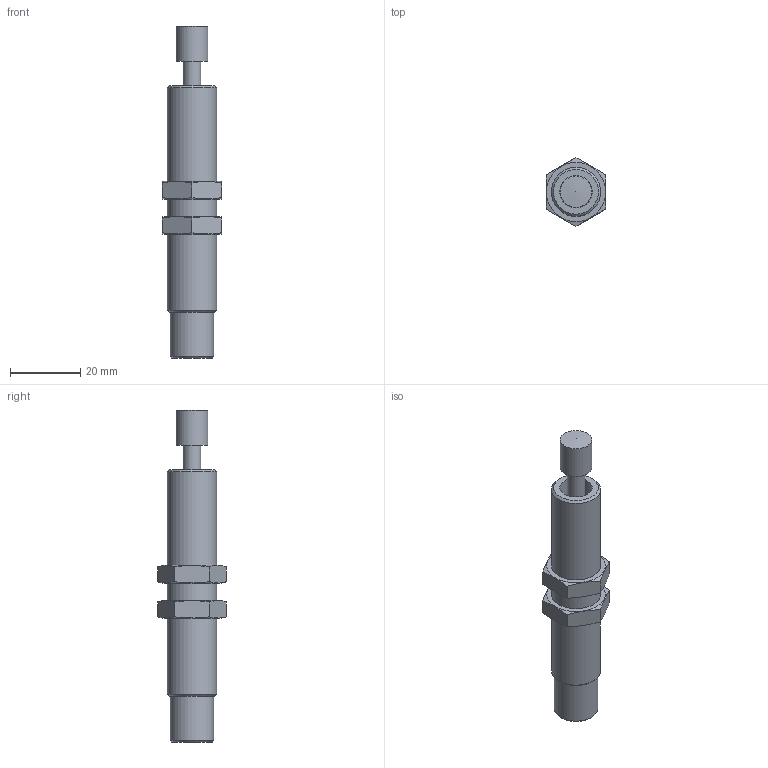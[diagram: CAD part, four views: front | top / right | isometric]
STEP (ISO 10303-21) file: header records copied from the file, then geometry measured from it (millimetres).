
FILE_DESCRIPTION(/* description */ ('STEP AP214'),/* implementation_level */ '2;1');
FILE_NAME(/* name */ '548074_DYSW-10-17-Y1F',/* time_stamp */ '2024-08-23T16:48:11+02:00',/* author */ ('License CC BY-ND 4.0'),/* organization */ ('CADENAS'),/* preprocessor_version */ 'ST-DEVELOPER v19.3',/* originating_system */ 'PARTsolutions',/* authorisation */ ' ');
FILE_SCHEMA (('AUTOMOTIVE_DESIGN {1 0 10303 214 3 1 1}'));
Length unit declared in the file: millimetre
Products named in the file (3): 548074 DYSW-10-17-Y1F---(0); 548074 DYSW-10-17-Y1F---(SD_0); 372957 YSRD-7-5-C M14X1-5-17
Assembly tree (3 placements, depth 2):
  548074 DYSW-10-17-Y1F---(0)
    548074 DYSW-10-17-Y1F---(SD_0)
    372957 YSRD-7-5-C M14X1-5-17  x2
Bounding box: 17 x 19.63 x 94.55 mm (x, y, z)
Volume: 12902.6 mm3; surface area: 5953.8 mm2
Topology: 3 solids, 3 shells, 47 faces, 104 edges, 67 vertices
Faces by surface type: plane 28, cone 11, cylinder 7, sphere 1
Full cylindrical faces by diameter (mm): 5 x1, 9 x1, 9.2 x1, 12.4 x1, 12.917 x2, 14 x1
Entity records: 1063 total; most frequent: CARTESIAN_POINT 184, DIRECTION 138, ORIENTED_EDGE 110, AXIS2_PLACEMENT_3D 57, EDGE_CURVE 55, EDGE_LOOP 54, FACE_BOUND 54, VERTEX_POINT 43
